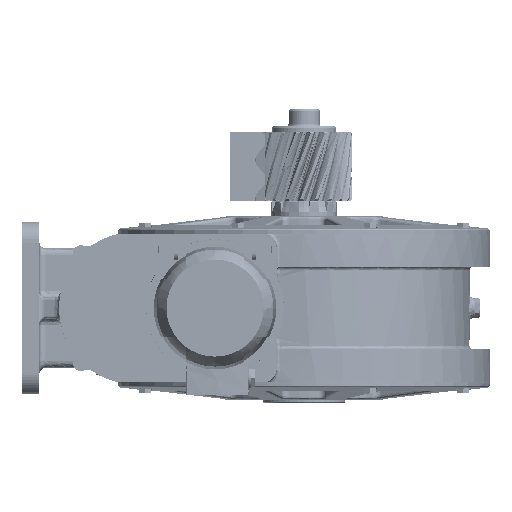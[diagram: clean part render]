
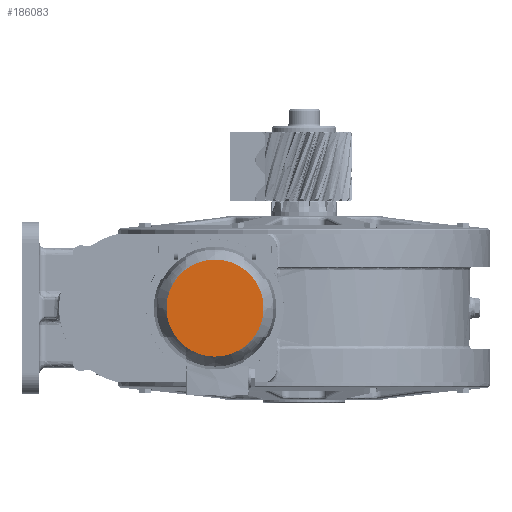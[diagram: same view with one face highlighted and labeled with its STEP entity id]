
A CAD part, left-side view. The second image highlights one B-rep face of the part: STEP entity #186083.
In plain terms, the highlighted free-form (B-spline) face has degree [1, 1] with [2, 2] control points.
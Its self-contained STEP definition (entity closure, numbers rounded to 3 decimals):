
#185282 = VERTEX_POINT('',#185283);
#185283 = CARTESIAN_POINT('',(-815.065,0.,-102.046));
#185289 = EDGE_CURVE('',#185290,#185282,#185292,.T.);
#185290 = VERTEX_POINT('',#185291);
#185291 = CARTESIAN_POINT('',(-815.065,0.,
    102.046));
#185292 = ( BOUNDED_CURVE() B_SPLINE_CURVE(2,(#185293,#185294,#185295,
#185296,#185297),.UNSPECIFIED.,.F.,.F.) B_SPLINE_CURVE_WITH_KNOTS((3,2,3
),(0.,1.571,3.142),.PIECEWISE_BEZIER_KNOTS.) CURVE() 
GEOMETRIC_REPRESENTATION_ITEM() RATIONAL_B_SPLINE_CURVE((1.,
0.707,1.,0.707,1.)) REPRESENTATION_ITEM('') );
#185293 = CARTESIAN_POINT('',(-815.065,0.,102.046));
#185294 = CARTESIAN_POINT('',(-815.065,102.046,
    102.046));
#185295 = CARTESIAN_POINT('',(-815.065,102.046,
    0.));
#185296 = CARTESIAN_POINT('',(-815.065,102.046,
    -102.046));
#185297 = CARTESIAN_POINT('',(-815.065,0.,
    -102.046));
#185337 = EDGE_CURVE('',#185282,#185290,#185338,.T.);
#185338 = ( BOUNDED_CURVE() B_SPLINE_CURVE(2,(#185339,#185340,#185341,
#185342,#185343),.UNSPECIFIED.,.F.,.F.) B_SPLINE_CURVE_WITH_KNOTS((3,2,3
),(0.,1.571,3.142),.PIECEWISE_BEZIER_KNOTS.) CURVE() 
GEOMETRIC_REPRESENTATION_ITEM() RATIONAL_B_SPLINE_CURVE((1.,
0.707,1.,0.707,1.)) REPRESENTATION_ITEM('') );
#185339 = CARTESIAN_POINT('',(-815.065,0.,-102.046));
#185340 = CARTESIAN_POINT('',(-815.065,-102.046,
    -102.046));
#185341 = CARTESIAN_POINT('',(-815.065,-102.046,
    0.));
#185342 = CARTESIAN_POINT('',(-815.065,-102.046,
    102.046));
#185343 = CARTESIAN_POINT('',(-815.065,0.,
    102.046));
#186083 = ADVANCED_FACE('',(#186084),#186088,.T.);
#186084 = FACE_BOUND('',#186085,.F.);
#186085 = EDGE_LOOP('',(#186086,#186087));
#186086 = ORIENTED_EDGE('',*,*,#185337,.F.);
#186087 = ORIENTED_EDGE('',*,*,#185289,.F.);
#186088 = B_SPLINE_SURFACE_WITH_KNOTS('',1,1,(
    (#186089,#186090)
    ,(#186091,#186092
    )),.UNSPECIFIED.,.F.,.F.,.F.,(2,2),(2,2),(-105.75,
    35.25),(-70.5,70.5),
  .PIECEWISE_BEZIER_KNOTS.);
#186089 = CARTESIAN_POINT('',(-815.065,102.046,
    102.046));
#186090 = CARTESIAN_POINT('',(-815.065,-102.046,
    102.046));
#186091 = CARTESIAN_POINT('',(-815.065,102.046,
    -102.046));
#186092 = CARTESIAN_POINT('',(-815.065,-102.046,
    -102.046));
